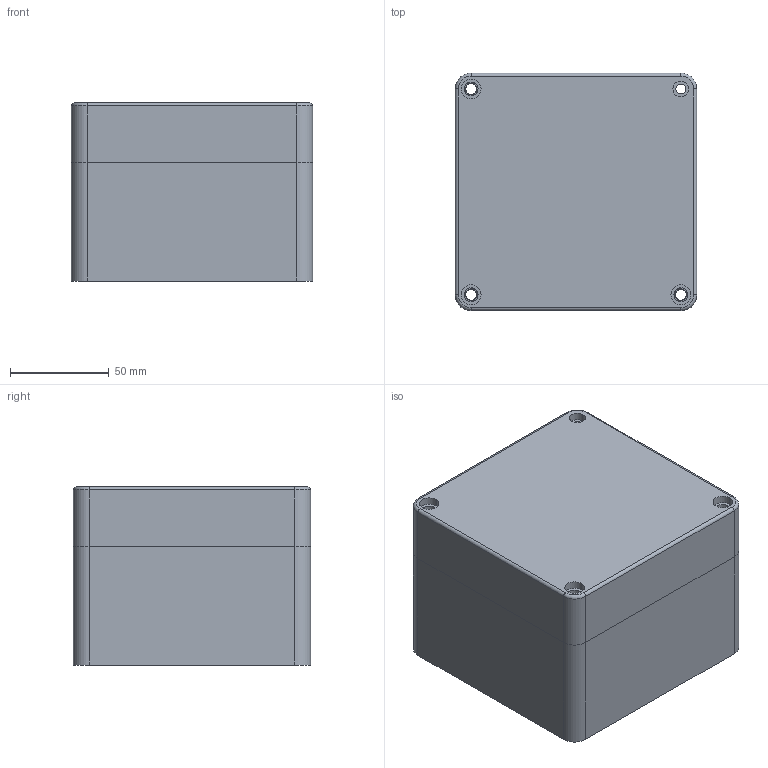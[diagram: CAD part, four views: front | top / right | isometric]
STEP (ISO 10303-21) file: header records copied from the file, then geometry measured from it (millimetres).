
FILE_DESCRIPTION((''),'2;1');
FILE_NAME('HALP121209_ASM','2009-02-04T',('pasi_koskela'),(''),'PRO/ENGINEER BY PARAMETRIC TECHNOLOGY CORPORATION, 2008250','PRO/ENGINEER BY PARAMETRIC TECHNOLOGY CORPORATION, 2008250','');
FILE_SCHEMA(('AUTOMOTIVE_DESIGN_CC2 { 1 2 10303 214 -1 1 5 2 }'));
Length unit declared in the file: millimetre
Products named in the file (3): HALP121206B; HALP121203L; HALP121209_ASM
Assembly tree (2 placements, depth 2):
  HALP121209_ASM
    HALP121206B
    HALP121203L
Bounding box: 122 x 120 x 90 mm (x, y, z)
Volume: 402222.7 mm3; surface area: 156660.9 mm2
Topology: 2 solids, 12 shells, 223 faces, 562 edges, 362 vertices
Faces by surface type: cylinder 114, plane 81, cone 24, torus 4
Entity records: 8723 total; most frequent: DIRECTION 1270, CARTESIAN_POINT 1142, ORIENTED_EDGE 1084, PRESENTATION_STYLE_ASSIGNMENT 562, STYLED_ITEM 562, CURVE_STYLE 550, EDGE_CURVE 550, AXIS2_PLACEMENT_3D 490
